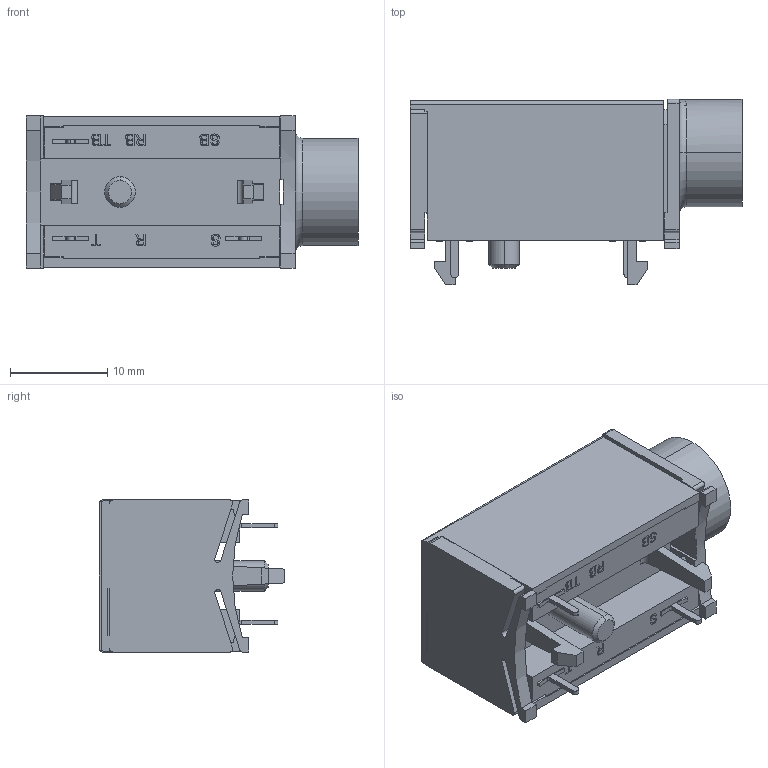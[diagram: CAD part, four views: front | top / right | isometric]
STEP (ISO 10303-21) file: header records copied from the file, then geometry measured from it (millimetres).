
FILE_DESCRIPTION (( 'STEP AP214' ), '1' );
FILE_NAME ('SN37A12A_FreeState.STEP', '2016-07-27T14:44:09', ( '' ), ( '' ), 'SwSTEP 2.0', 'SolidWorks 2014', '' );
FILE_SCHEMA (( 'AUTOMOTIVE_DESIGN' ));
Length unit declared in the file: inch
Products named in the file (1): SN37A12A_FreeState
Bounding box: 34.09 x 19.01 x 15.62 mm (x, y, z)
Volume: 5011.8 mm3; surface area: 3748.4 mm2
Topology: 1 solids, 1 shells, 552 faces, 1523 edges, 1010 vertices
Faces by surface type: plane 384, bspline 98, cylinder 63, cone 4, torus 3
Entity records: 22247 total; most frequent: CARTESIAN_POINT 8776, ORIENTED_EDGE 3042, DIRECTION 2323, EDGE_CURVE 1521, LINE 1139, VECTOR 1139, VERTEX_POINT 1010, EDGE_LOOP 601
